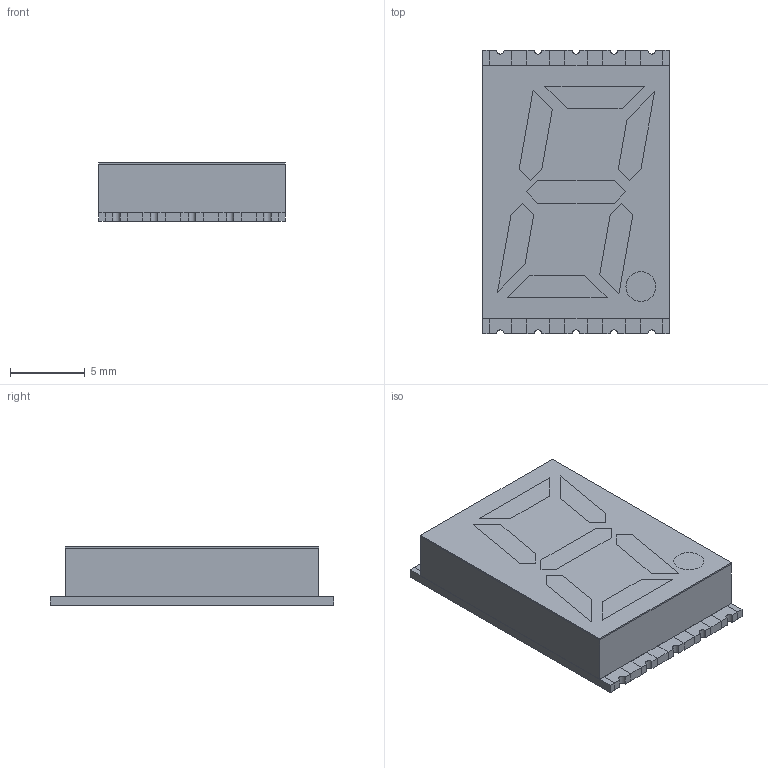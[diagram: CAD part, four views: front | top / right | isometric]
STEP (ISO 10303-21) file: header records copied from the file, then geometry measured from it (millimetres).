
FILE_DESCRIPTION( ( '' ), ' ' );
FILE_NAME( '5c562d7083d89016ad53c768.step', '2019-02-02T23:53:21', ( '' ), ( '' ), ' ', ' ', ' ' );
FILE_SCHEMA( ( 'AUTOMOTIVE_DESIGN { 1 0 10303 214 1 1 1 1 }' ) );
Length unit declared in the file: metre
Products named in the file (13): Assem1; Pad; Part 4; Bezel; Part 6; Part 7; Part 1; Part 3; PCB; Part 5; Part 2; Part 8
Assembly tree (21 placements, depth 2):
  Assem1
    Pad  x10
    Part 4
    Bezel
    Part 6
    Part 7
    Part 1
    Part 3
    PCB
    Part 5
    Part 1
    Part 2
    Part 8
Bounding box: 12.5 x 19 x 3.94 mm (x, y, z)
Volume: 851.7 mm3; surface area: 1622.4 mm2
Topology: 21 solids, 21 shells, 224 faces, 546 edges, 364 vertices
Faces by surface type: plane 212, cylinder 12
Full cylindrical faces by diameter (mm): 2 x2
Entity records: 5998 total; most frequent: CARTESIAN_POINT 812, ORIENTED_EDGE 764, DIRECTION 736, EDGE_CURVE 382, LINE 376, VECTOR 376, VERTEX_POINT 256, AXIS2_PLACEMENT_3D 180
